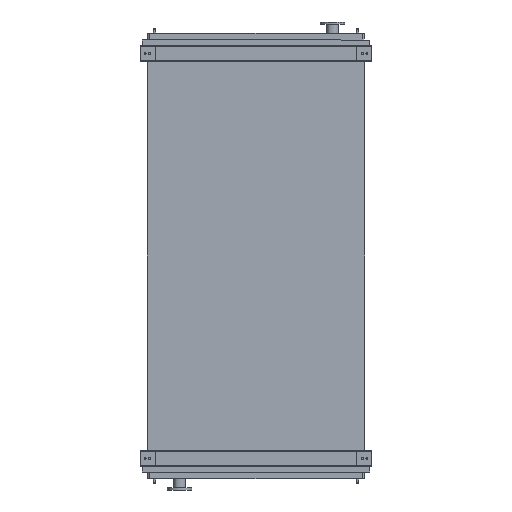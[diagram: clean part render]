
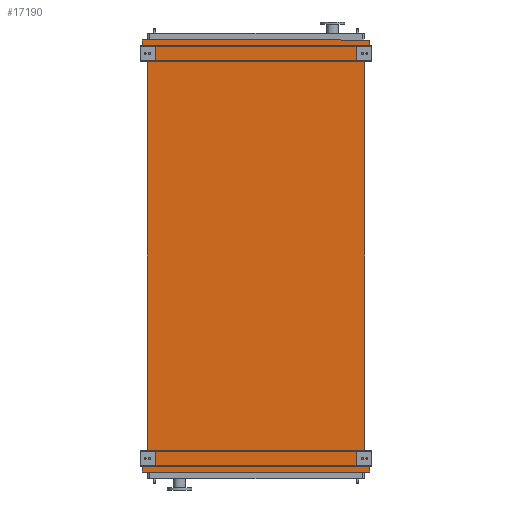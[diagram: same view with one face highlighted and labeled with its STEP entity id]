
A CAD part, front view. The second image highlights one B-rep face of the part: STEP entity #17190.
In plain terms, the highlighted planar face has unit normal (0, -1, 0).
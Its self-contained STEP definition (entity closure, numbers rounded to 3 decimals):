
#149 = PLANE ( 'NONE',  #16864 ) ;
#159 = CARTESIAN_POINT ( 'NONE',  ( 965., 0., -3650. ) ) ;
#374 = LINE ( 'NONE', #9874, #20303 ) ;
#400 = ORIENTED_EDGE ( 'NONE', *, *, #14341, .F. ) ;
#713 = ORIENTED_EDGE ( 'NONE', *, *, #14144, .F. ) ;
#2123 = CARTESIAN_POINT ( 'NONE',  ( -965., 0., -3650. ) ) ;
#2203 = ORIENTED_EDGE ( 'NONE', *, *, #13942, .T. ) ;
#3395 = CARTESIAN_POINT ( 'NONE',  ( -1011., 0., -3745. ) ) ;
#3410 = VECTOR ( 'NONE', #23377, 1000. ) ;
#3510 = DIRECTION ( 'NONE',  ( -1., 0., 0. ) ) ;
#3734 = VERTEX_POINT ( 'NONE', #3395 ) ;
#3838 = VECTOR ( 'NONE', #14199, 1000. ) ;
#3992 = VECTOR ( 'NONE', #3510, 1000. ) ;
#4017 = LINE ( 'NONE', #13590, #23192 ) ;
#4038 = CARTESIAN_POINT ( 'NONE',  ( 1011., 0., 95. ) ) ;
#4080 = DIRECTION ( 'NONE',  ( 0., -1., 0. ) ) ;
#4204 = CARTESIAN_POINT ( 'NONE',  ( -965., 0., 0. ) ) ;
#4271 = EDGE_CURVE ( 'NONE', #15494, #24733, #6397, .T. ) ;
#4351 = ORIENTED_EDGE ( 'NONE', *, *, #12356, .F. ) ;
#4628 = VECTOR ( 'NONE', #21338, 1000. ) ;
#4659 = ORIENTED_EDGE ( 'NONE', *, *, #14108, .F. ) ;
#4919 = LINE ( 'NONE', #20116, #14369 ) ;
#4956 = CARTESIAN_POINT ( 'NONE',  ( 965., 0., 0. ) ) ;
#5330 = CARTESIAN_POINT ( 'NONE',  ( -965., 0., 0. ) ) ;
#5620 = CARTESIAN_POINT ( 'NONE',  ( 965., 0., -3650. ) ) ;
#5686 = EDGE_LOOP ( 'NONE', ( #2203, #4659, #713, #10696, #13162, #13782, #4351, #15032, #400, #7264, #18147, #13486 ) ) ;
#6397 = LINE ( 'NONE', #7366, #15923 ) ;
#6404 = LINE ( 'NONE', #9438, #20591 ) ;
#6523 = VERTEX_POINT ( 'NONE', #23843 ) ;
#6818 = VERTEX_POINT ( 'NONE', #4956 ) ;
#7264 = ORIENTED_EDGE ( 'NONE', *, *, #14535, .F. ) ;
#7366 = CARTESIAN_POINT ( 'NONE',  ( -1011., 0., 95. ) ) ;
#8024 = CARTESIAN_POINT ( 'NONE',  ( -1011., 0., 95. ) ) ;
#8232 = DIRECTION ( 'NONE',  ( 0.655, 0., 0.755 ) ) ;
#8325 = VECTOR ( 'NONE', #24619, 1000. ) ;
#8415 = VERTEX_POINT ( 'NONE', #5330 ) ;
#9209 = VERTEX_POINT ( 'NONE', #19226 ) ;
#9438 = CARTESIAN_POINT ( 'NONE',  ( 1011., 0., 53. ) ) ;
#9749 = DIRECTION ( 'NONE',  ( 0., 0., 1. ) ) ;
#9849 = VERTEX_POINT ( 'NONE', #14512 ) ;
#9874 = CARTESIAN_POINT ( 'NONE',  ( 965., 0., -3650. ) ) ;
#10696 = ORIENTED_EDGE ( 'NONE', *, *, #4271, .F. ) ;
#10953 = VECTOR ( 'NONE', #8232, 1000. ) ;
#11057 = CARTESIAN_POINT ( 'NONE',  ( 1011., 0., -3703. ) ) ;
#11469 = DIRECTION ( 'NONE',  ( 0.655, 0., -0.755 ) ) ;
#11544 = LINE ( 'NONE', #159, #15577 ) ;
#12356 = EDGE_CURVE ( 'NONE', #18192, #8415, #19185, .T. ) ;
#13067 = DIRECTION ( 'NONE',  ( 1., 0., 0. ) ) ;
#13162 = ORIENTED_EDGE ( 'NONE', *, *, #14182, .F. ) ;
#13328 = DIRECTION ( 'NONE',  ( -0.655, 0., -0.755 ) ) ;
#13409 = LINE ( 'NONE', #11057, #8325 ) ;
#13486 = ORIENTED_EDGE ( 'NONE', *, *, #14689, .F. ) ;
#13590 = CARTESIAN_POINT ( 'NONE',  ( -1011., 0., 53. ) ) ;
#13782 = ORIENTED_EDGE ( 'NONE', *, *, #14191, .F. ) ;
#13942 = EDGE_CURVE ( 'NONE', #19739, #6818, #374, .T. ) ;
#14108 = EDGE_CURVE ( 'NONE', #18219, #6818, #6404, .T. ) ;
#14144 = EDGE_CURVE ( 'NONE', #24733, #18219, #15301, .T. ) ;
#14182 = EDGE_CURVE ( 'NONE', #6523, #15494, #4017, .T. ) ;
#14191 = EDGE_CURVE ( 'NONE', #8415, #6523, #19358, .T. ) ;
#14199 = DIRECTION ( 'NONE',  ( 0., 0., 1. ) ) ;
#14261 = EDGE_CURVE ( 'NONE', #9849, #18192, #22010, .T. ) ;
#14341 = EDGE_CURVE ( 'NONE', #3734, #9849, #4919, .T. ) ;
#14369 = VECTOR ( 'NONE', #21969, 1000. ) ;
#14512 = CARTESIAN_POINT ( 'NONE',  ( -1011., 0., -3703. ) ) ;
#14535 = EDGE_CURVE ( 'NONE', #9209, #3734, #19968, .T. ) ;
#14579 = EDGE_CURVE ( 'NONE', #15324, #9209, #13409, .T. ) ;
#14689 = EDGE_CURVE ( 'NONE', #19739, #15324, #11544, .T. ) ;
#14900 = CARTESIAN_POINT ( 'NONE',  ( 1011., 0., 53. ) ) ;
#15032 = ORIENTED_EDGE ( 'NONE', *, *, #14261, .F. ) ;
#15301 = LINE ( 'NONE', #4038, #4628 ) ;
#15303 = FACE_OUTER_BOUND ( 'NONE', #5686, .T. ) ;
#15324 = VERTEX_POINT ( 'NONE', #22922 ) ;
#15494 = VERTEX_POINT ( 'NONE', #8024 ) ;
#15577 = VECTOR ( 'NONE', #11469, 1000. ) ;
#15922 = CARTESIAN_POINT ( 'NONE',  ( -1011., 0., -3703. ) ) ;
#15923 = VECTOR ( 'NONE', #13067, 1000. ) ;
#16187 = CARTESIAN_POINT ( 'NONE',  ( -965., 0., -3650. ) ) ;
#16864 = AXIS2_PLACEMENT_3D ( 'NONE', #2123, #4080, #17467 ) ;
#17190 = ADVANCED_FACE ( 'NONE', ( #15303 ), #149, .T. ) ;
#17467 = DIRECTION ( 'NONE',  ( 0., 0., -1. ) ) ;
#18147 = ORIENTED_EDGE ( 'NONE', *, *, #14579, .F. ) ;
#18192 = VERTEX_POINT ( 'NONE', #22640 ) ;
#18219 = VERTEX_POINT ( 'NONE', #14900 ) ;
#19185 = LINE ( 'NONE', #16187, #3838 ) ;
#19226 = CARTESIAN_POINT ( 'NONE',  ( 1011., 0., -3745. ) ) ;
#19358 = LINE ( 'NONE', #4204, #3410 ) ;
#19739 = VERTEX_POINT ( 'NONE', #5620 ) ;
#19968 = LINE ( 'NONE', #22614, #3992 ) ;
#20116 = CARTESIAN_POINT ( 'NONE',  ( -1011., 0., -3745. ) ) ;
#20303 = VECTOR ( 'NONE', #21620, 1000. ) ;
#20591 = VECTOR ( 'NONE', #13328, 1000. ) ;
#21338 = DIRECTION ( 'NONE',  ( 0., 0., -1. ) ) ;
#21620 = DIRECTION ( 'NONE',  ( 0., 0., 1. ) ) ;
#21969 = DIRECTION ( 'NONE',  ( 0., 0., 1. ) ) ;
#22010 = LINE ( 'NONE', #15922, #10953 ) ;
#22614 = CARTESIAN_POINT ( 'NONE',  ( 1011., 0., -3745. ) ) ;
#22640 = CARTESIAN_POINT ( 'NONE',  ( -965., 0., -3650. ) ) ;
#22687 = CARTESIAN_POINT ( 'NONE',  ( 1011., 0., 95. ) ) ;
#22922 = CARTESIAN_POINT ( 'NONE',  ( 1011., 0., -3703. ) ) ;
#23192 = VECTOR ( 'NONE', #9749, 1000. ) ;
#23377 = DIRECTION ( 'NONE',  ( -0.655, 0., 0.755 ) ) ;
#23843 = CARTESIAN_POINT ( 'NONE',  ( -1011., 0., 53. ) ) ;
#24619 = DIRECTION ( 'NONE',  ( 0., 0., -1. ) ) ;
#24733 = VERTEX_POINT ( 'NONE', #22687 ) ;
